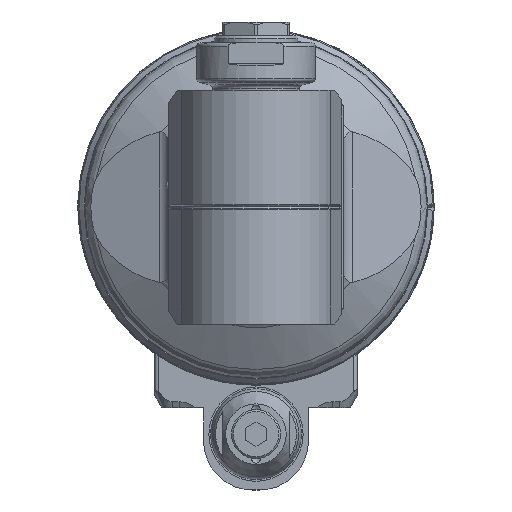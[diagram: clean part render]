
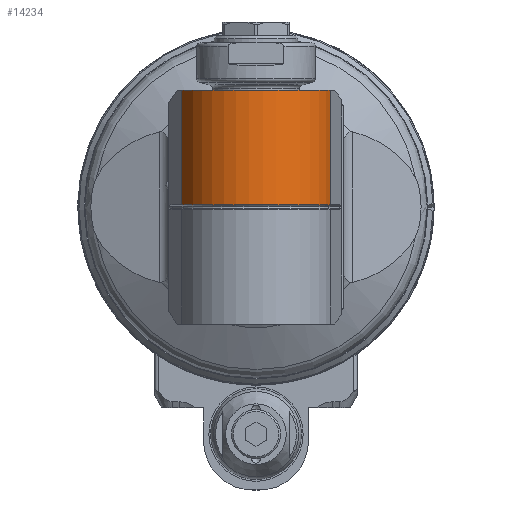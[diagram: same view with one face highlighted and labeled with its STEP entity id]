
A CAD part, front view. The second image highlights one B-rep face of the part: STEP entity #14234.
In plain terms, the highlighted cylindrical face has radius 22 mm (diameter 44 mm), a partial arc.
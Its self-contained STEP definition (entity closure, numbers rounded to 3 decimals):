
#1217=CYLINDRICAL_SURFACE('',#15970,22.);
#2016=FACE_OUTER_BOUND('',#3045,.T.);
#3045=EDGE_LOOP('',(#12801,#12802,#12803,#12804));
#3810=CIRCLE('',#15705,22.);
#3941=CIRCLE('',#15968,22.);
#4793=LINE('',#55291,#5667);
#4802=LINE('',#55325,#5676);
#5667=VECTOR('',#20016,32.834);
#5676=VECTOR('',#20053,32.834);
#6784=VERTEX_POINT('',#54383);
#6785=VERTEX_POINT('',#54385);
#7006=VERTEX_POINT('',#55289);
#7013=VERTEX_POINT('',#55319);
#8657=EDGE_CURVE('',#6785,#6784,#3810,.T.);
#8967=EDGE_CURVE('',#6784,#7006,#4793,.T.);
#8980=EDGE_CURVE('',#7006,#7013,#3941,.T.);
#8983=EDGE_CURVE('',#7013,#6785,#4802,.T.);
#12801=ORIENTED_EDGE('',*,*,#8980,.T.);
#12802=ORIENTED_EDGE('',*,*,#8983,.T.);
#12803=ORIENTED_EDGE('',*,*,#8657,.T.);
#12804=ORIENTED_EDGE('',*,*,#8967,.T.);
#14234=ADVANCED_FACE('',(#2016),#1217,.T.);
#15705=AXIS2_PLACEMENT_3D('',#54386,#19390,#19391);
#15968=AXIS2_PLACEMENT_3D('',#55320,#20046,#20047);
#15970=AXIS2_PLACEMENT_3D('',#55324,#20051,#20052);
#19390=DIRECTION('center_axis',(0.,1.,0.));
#19391=DIRECTION('ref_axis',(0.259,0.,0.966));
#20016=DIRECTION('',(0.,1.,0.));
#20046=DIRECTION('center_axis',(0.,-1.,0.));
#20047=DIRECTION('ref_axis',(0.259,0.,-0.966));
#20051=DIRECTION('center_axis',(0.,1.,0.));
#20052=DIRECTION('ref_axis',(1.,0.,0.));
#20053=DIRECTION('',(0.,-1.,0.));
#54383=CARTESIAN_POINT('',(115.694,-33.5,-21.25));
#54385=CARTESIAN_POINT('',(115.694,-33.5,21.25));
#54386=CARTESIAN_POINT('Origin',(110.,-33.5,0.));
#55289=CARTESIAN_POINT('',(115.694,-0.666,-21.25));
#55291=CARTESIAN_POINT('',(115.694,-33.5,-21.25));
#55319=CARTESIAN_POINT('',(115.694,-0.666,21.25));
#55320=CARTESIAN_POINT('Origin',(110.,-0.666,0.));
#55324=CARTESIAN_POINT('Origin',(110.,-71.538,0.));
#55325=CARTESIAN_POINT('',(115.694,-0.666,21.25));
